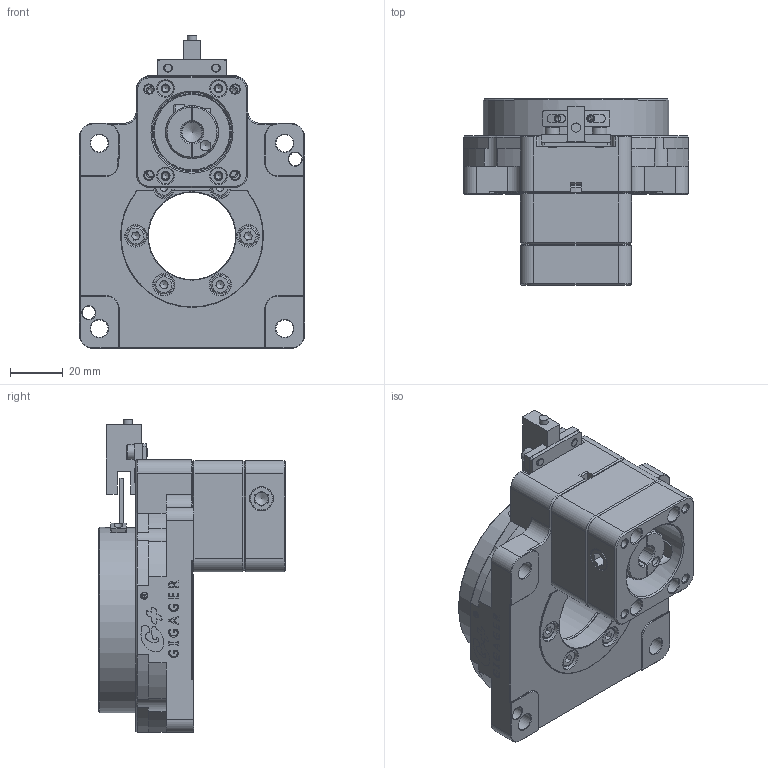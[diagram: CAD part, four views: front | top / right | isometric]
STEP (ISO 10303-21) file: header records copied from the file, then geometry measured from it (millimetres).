
FILE_DESCRIPTION (( 'STEP AP203' ), '1' );
FILE_NAME ('GSN85-18K-SV2-010W.step', '2021-06-01T02:32:01', ( 'Microsoft' ), ( 'Microsoft' ), 'SwSTEP 2.0', 'SolidWorks 2019', '' );
FILE_SCHEMA (( 'CONFIG_CONTROL_DESIGN' ));
Length unit declared in the file: millimetre
Products named in the file (1): GSN85-18K-SV2-010W
Bounding box: 85 x 70.5 x 118.2 mm (x, y, z)
Volume: 197097.9 mm3; surface area: 81629.6 mm2
Topology: 24 solids, 24 shells, 1045 faces, 2522 edges, 1587 vertices
Faces by surface type: plane 524, cylinder 209, cone 186, bspline 109, torus 17
Full cylindrical faces by diameter (mm): 1 x1, 1.6 x4, 2.05 x2, 2.5 x12, 3 x6, 3.2 x2, 3.3 x17, 3.4 x4, 3.5 x5, 4 x12, 4.2 x1, 4.5 x6, 5 x4, 5.5 x4, 6 x4, 6.5 x5, 6.6 x4, 7 x7, 8 x7, 8.5 x2, 9 x1, 10 x3, 17 x1, 20 x2, 22 x1, 28.5 x1, 30 x1, 33 x2, 34 x2, 37 x1
Entity records: 33766 total; most frequent: CARTESIAN_POINT 11347, DIRECTION 4393, ORIENTED_EDGE 4284, EDGE_CURVE 2142, AXIS2_PLACEMENT_3D 1601, VERTEX_POINT 1497, EDGE_LOOP 1481, FACE_OUTER_BOUND 1196
